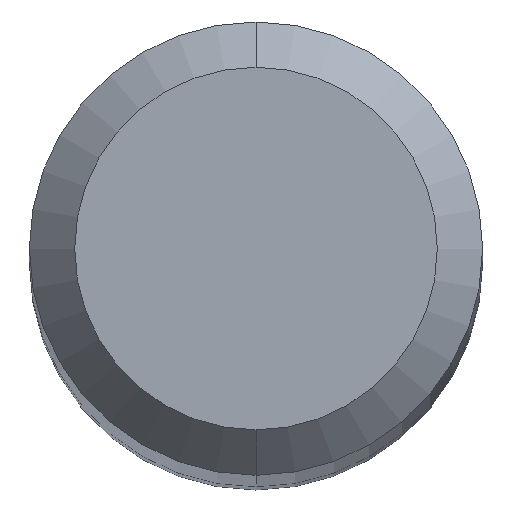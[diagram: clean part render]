
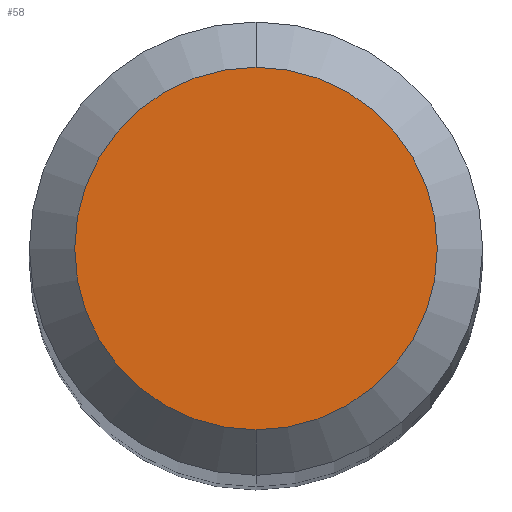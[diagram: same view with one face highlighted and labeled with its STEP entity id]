
A CAD part, top view. The second image highlights one B-rep face of the part: STEP entity #58.
In plain terms, the highlighted planar face has unit normal (0, 0, 1).
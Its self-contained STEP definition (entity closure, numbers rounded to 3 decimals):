
#19 = CARTESIAN_POINT ( 'NONE',  ( 0., 0., 38. ) ) ;
#20 = AXIS2_PLACEMENT_3D ( 'NONE', #19, #155, #284 ) ;
#22 = CARTESIAN_POINT ( 'NONE',  ( 0., -0.8, 38. ) ) ;
#58 = ADVANCED_FACE ( 'NONE', ( #334 ), #97, .F. ) ;
#60 = ORIENTED_EDGE ( 'NONE', *, *, #202, .F. ) ;
#94 = VERTEX_POINT ( 'NONE', #22 ) ;
#97 = PLANE ( 'NONE',  #20 ) ;
#106 = CARTESIAN_POINT ( 'NONE',  ( 0., 0., 38. ) ) ;
#108 = AXIS2_PLACEMENT_3D ( 'NONE', #166, #242, #132 ) ;
#132 = DIRECTION ( 'NONE',  ( 0., 1., 0. ) ) ;
#154 = AXIS2_PLACEMENT_3D ( 'NONE', #106, #319, #245 ) ;
#155 = DIRECTION ( 'NONE',  ( 0., 0., -1. ) ) ;
#160 = CIRCLE ( 'NONE', #108, 0.8 ) ;
#166 = CARTESIAN_POINT ( 'NONE',  ( 0., 0., 38. ) ) ;
#202 = EDGE_CURVE ( 'NONE', #276, #94, #289, .T. ) ;
#230 = ORIENTED_EDGE ( 'NONE', *, *, #293, .F. ) ;
#242 = DIRECTION ( 'NONE',  ( 0., 0., -1. ) ) ;
#245 = DIRECTION ( 'NONE',  ( 0., 1., 0. ) ) ;
#271 = EDGE_LOOP ( 'NONE', ( #60, #230 ) ) ;
#276 = VERTEX_POINT ( 'NONE', #317 ) ;
#284 = DIRECTION ( 'NONE',  ( 0., 1., 0. ) ) ;
#289 = CIRCLE ( 'NONE', #154, 0.8 ) ;
#293 = EDGE_CURVE ( 'NONE', #94, #276, #160, .T. ) ;
#317 = CARTESIAN_POINT ( 'NONE',  ( 0., 0.8, 38. ) ) ;
#319 = DIRECTION ( 'NONE',  ( 0., 0., -1. ) ) ;
#334 = FACE_OUTER_BOUND ( 'NONE', #271, .T. ) ;
